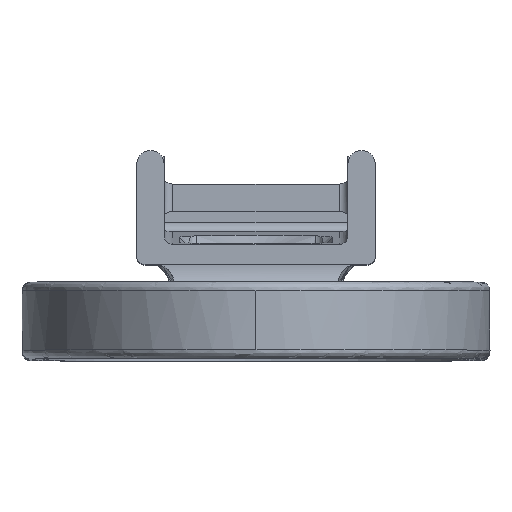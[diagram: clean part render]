
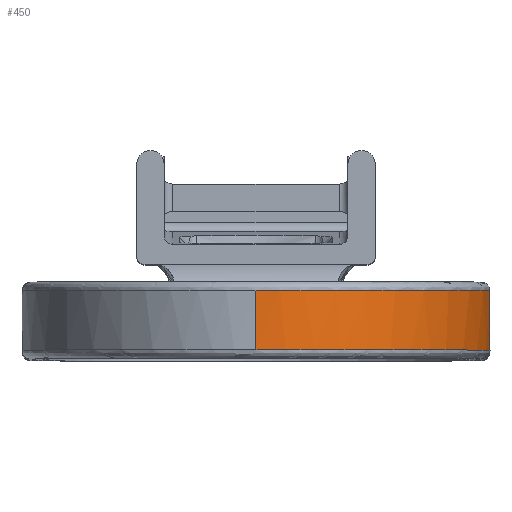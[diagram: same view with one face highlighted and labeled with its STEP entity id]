
A CAD part, top view. The second image highlights one B-rep face of the part: STEP entity #450.
In plain terms, the highlighted free-form (B-spline) face has degree [3, 1] with [4, 2] control points.
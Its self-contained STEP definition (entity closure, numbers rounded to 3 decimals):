
#134 = CARTESIAN_POINT ( 'NONE',  ( 4.865, -4.7, 52.502 ) ) ;
#290 = EDGE_CURVE ( 'NONE', #11458, #7418, #1699, .T. ) ;
#317 = CARTESIAN_POINT ( 'NONE',  ( 10.283, -8.2, 33.546 ) ) ;
#450 = ADVANCED_FACE ( 'NONE', ( #3119 ), #9333, .T. ) ;
#655 = CARTESIAN_POINT ( 'NONE',  ( 10.223, -8.199, 33.276 ) ) ;
#686 = VECTOR ( 'NONE', #6547, 1000. ) ;
#719 = CARTESIAN_POINT ( 'NONE',  ( 10.223, -4.7, 33.276 ) ) ;
#734 = EDGE_LOOP ( 'NONE', ( #14934, #757, #14895, #14118, #2001 ) ) ;
#757 = ORIENTED_EDGE ( 'NONE', *, *, #9107, .T. ) ;
#925 = CARTESIAN_POINT ( 'NONE',  ( 10.722, -8.2, 39.724 ) ) ;
#976 = CARTESIAN_POINT ( 'NONE',  ( 10.227, -4.7, 43.014 ) ) ;
#995 = CARTESIAN_POINT ( 'NONE',  ( 8.148, -8.2, 48.337 ) ) ;
#1050 = CARTESIAN_POINT ( 'NONE',  ( 7.972, -4.7, 48.7 ) ) ;
#1286 = VERTEX_POINT ( 'NONE', #10533 ) ;
#1385 = CARTESIAN_POINT ( 'NONE',  ( 5.644, -8.2, 51.75 ) ) ;
#1462 = CARTESIAN_POINT ( 'NONE',  ( 3.363, -4.7, 53.59 ) ) ;
#1635 = CARTESIAN_POINT ( 'NONE',  ( 3.62, -4.7, 53.415 ) ) ;
#1699 = B_SPLINE_CURVE_WITH_KNOTS ( 'NONE', 3,
 ( #3782, #10173, #3618, #8834, #11260, #12659, #8918, #7358, #976, #8599, #4942, #2616, #6037, #1050, #10002, #11107, #134, #1635, #1462, #10599, #10430, #6777, #1718, #11759, #2956, #14180, #12751, #6440, #5441, #15514 ),
 .UNSPECIFIED., .F., .F.,
 ( 4, 2, 2, 2, 2, 2, 2, 2, 2, 2, 2, 2, 2, 2, 4 ),
 ( 0., 0.004, 0.005, 0.007, 0.011, 0.013, 0.015, 0.018, 0.022, 0.023, 0.024, 0.026, 0.027, 0.027, 0.029 ),
 .UNSPECIFIED. ) ;
#1718 = CARTESIAN_POINT ( 'NONE',  ( 1.202, -4.7, 54.753 ) ) ;
#2001 = ORIENTED_EDGE ( 'NONE', *, *, #10771, .F. ) ;
#2245 = CARTESIAN_POINT ( 'NONE',  ( 10.693, -8.2, 36.076 ) ) ;
#2616 = CARTESIAN_POINT ( 'NONE',  ( 9.057, -4.7, 46.51 ) ) ;
#2956 = CARTESIAN_POINT ( 'NONE',  ( 0.028, -4.7, 55.147 ) ) ;
#3119 = FACE_OUTER_BOUND ( 'NONE', #734, .T. ) ;
#3220 = VERTEX_POINT ( 'NONE', #16078 ) ;
#3408 = CARTESIAN_POINT ( 'NONE',  ( 10.159, -8.2, 43.297 ) ) ;
#3618 = CARTESIAN_POINT ( 'NONE',  ( 10.656, -4.7, 35.695 ) ) ;
#3658 = EDGE_CURVE ( 'NONE', #1286, #7516, #14334, .T. ) ;
#3782 = CARTESIAN_POINT ( 'NONE',  ( 10.223, -4.7, 33.276 ) ) ;
#3786 = CARTESIAN_POINT ( 'NONE',  ( 10.553, -8.2, 34.874 ) ) ;
#4057 = LINE ( 'NONE', #5695, #686 ) ;
#4662 = CARTESIAN_POINT ( 'NONE',  ( -0.012, -8.2, 55.171 ) ) ;
#4777 = B_SPLINE_CURVE_WITH_KNOTS ( 'NONE', 3,
 ( #10613, #317, #13272, #655 ),
 .UNSPECIFIED., .F., .F.,
 ( 4, 4 ),
 ( 0., 0. ),
 .UNSPECIFIED. ) ;
#4942 = CARTESIAN_POINT ( 'NONE',  ( 9.51, -4.7, 45.364 ) ) ;
#5441 = CARTESIAN_POINT ( 'NONE',  ( -2.383, -4.7, 55.573 ) ) ;
#5695 = CARTESIAN_POINT ( 'NONE',  ( 10.223, -5.2, 33.276 ) ) ;
#6037 = CARTESIAN_POINT ( 'NONE',  ( 8.805, -4.7, 47.068 ) ) ;
#6057 = CARTESIAN_POINT ( 'NONE',  ( 9.42, -8.2, 45.608 ) ) ;
#6440 = CARTESIAN_POINT ( 'NONE',  ( -1.774, -4.7, 55.52 ) ) ;
#6445 = CARTESIAN_POINT ( 'NONE',  ( -2.391, -8.2, 55.573 ) ) ;
#6547 = DIRECTION ( 'NONE',  ( 0., -1., 0. ) ) ;
#6777 = CARTESIAN_POINT ( 'NONE',  ( 1.763, -4.7, 54.506 ) ) ;
#7022 = CARTESIAN_POINT ( 'NONE',  ( 10.31, -8.2, 33.682 ) ) ;
#7102 = EDGE_CURVE ( 'NONE', #7516, #3220, #4777, .T. ) ;
#7107 = CARTESIAN_POINT ( 'NONE',  ( 6.955, -8.2, 55.573 ) ) ;
#7233 = CARTESIAN_POINT ( 'NONE',  ( -3., -8.2, 55.573 ) ) ;
#7306 = CARTESIAN_POINT ( 'NONE',  ( 10.411, -8.2, 42.119 ) ) ;
#7358 = CARTESIAN_POINT ( 'NONE',  ( 10.467, -4.7, 41.814 ) ) ;
#7418 = VERTEX_POINT ( 'NONE', #9343 ) ;
#7516 = VERTEX_POINT ( 'NONE', #7022 ) ;
#8101 = CARTESIAN_POINT ( 'NONE',  ( -3., -8.2, 55.573 ) ) ;
#8181 = CARTESIAN_POINT ( 'NONE',  ( -3., -4.7, 55.573 ) ) ;
#8548 = CARTESIAN_POINT ( 'NONE',  ( 8.707, -8.2, 47.273 ) ) ;
#8599 = CARTESIAN_POINT ( 'NONE',  ( 9.71, -4.7, 44.779 ) ) ;
#8834 = CARTESIAN_POINT ( 'NONE',  ( 10.752, -4.7, 37.525 ) ) ;
#8918 = CARTESIAN_POINT ( 'NONE',  ( 10.676, -4.7, 39.982 ) ) ;
#8925 = CARTESIAN_POINT ( 'NONE',  ( 10.31, -8.2, 33.682 ) ) ;
#9107 = EDGE_CURVE ( 'NONE', #7418, #1286, #16085, .T. ) ;
#9333 =( BOUNDED_SURFACE ( )  B_SPLINE_SURFACE ( 3, 1, ( 
 ( #719, #14836 ),
 ( #13500, #13259 ),
 ( #9511, #7107 ),
 ( #8181, #8101 ) ),
 .UNSPECIFIED., .F., .F., .F. ) 
 B_SPLINE_SURFACE_WITH_KNOTS ( ( 4, 4 ),
 ( 2, 2 ),
 ( 0., 1. ),
 ( 0., 1. ),
 .UNSPECIFIED. ) 
 GEOMETRIC_REPRESENTATION_ITEM ( )  RATIONAL_B_SPLINE_SURFACE ( (
 ( 1., 1.),
 ( 0.735, 0.735),
 ( 0.735, 0.735),
 ( 1., 1.) ) ) 
 REPRESENTATION_ITEM ( '' )  SURFACE ( )  );
#9343 = CARTESIAN_POINT ( 'NONE',  ( -3., -4.7, 55.573 ) ) ;
#9511 = CARTESIAN_POINT ( 'NONE',  ( 6.955, -4.7, 55.573 ) ) ;
#10002 = CARTESIAN_POINT ( 'NONE',  ( 7.313, -4.7, 49.729 ) ) ;
#10173 = CARTESIAN_POINT ( 'NONE',  ( 10.493, -4.7, 34.481 ) ) ;
#10177 = CARTESIAN_POINT ( 'NONE',  ( 4.769, -8.2, 52.584 ) ) ;
#10261 = CARTESIAN_POINT ( 'NONE',  ( 10.779, -8.2, 38.501 ) ) ;
#10357 = CARTESIAN_POINT ( 'NONE',  ( 10.223, -4.7, 33.276 ) ) ;
#10430 = CARTESIAN_POINT ( 'NONE',  ( 2.576, -4.7, 54.073 ) ) ;
#10533 = CARTESIAN_POINT ( 'NONE',  ( -3., -8.2, 55.573 ) ) ;
#10599 = CARTESIAN_POINT ( 'NONE',  ( 2.842, -4.7, 53.919 ) ) ;
#10613 = CARTESIAN_POINT ( 'NONE',  ( 10.31, -8.2, 33.682 ) ) ;
#10771 = EDGE_CURVE ( 'NONE', #11458, #3220, #4057, .T. ) ;
#10949 = VECTOR ( 'NONE', #14667, 1000. ) ;
#11107 = CARTESIAN_POINT ( 'NONE',  ( 5.746, -4.7, 51.646 ) ) ;
#11260 = CARTESIAN_POINT ( 'NONE',  ( 10.758, -4.7, 38.137 ) ) ;
#11458 = VERTEX_POINT ( 'NONE', #10357 ) ;
#11759 = CARTESIAN_POINT ( 'NONE',  ( 0.326, -4.7, 55.057 ) ) ;
#12293 = CARTESIAN_POINT ( 'NONE',  ( 7.176, -8.2, 49.86 ) ) ;
#12659 = CARTESIAN_POINT ( 'NONE',  ( 10.721, -4.7, 39.364 ) ) ;
#12751 = CARTESIAN_POINT ( 'NONE',  ( -0.869, -4.7, 55.365 ) ) ;
#12755 = CARTESIAN_POINT ( 'NONE',  ( 6.813, -8.2, 50.35 ) ) ;
#13259 = CARTESIAN_POINT ( 'NONE',  ( 12.952, -8.2, 45.46 ) ) ;
#13272 = CARTESIAN_POINT ( 'NONE',  ( 10.254, -8.2, 33.411 ) ) ;
#13500 = CARTESIAN_POINT ( 'NONE',  ( 12.952, -4.7, 45.46 ) ) ;
#13626 = CARTESIAN_POINT ( 'NONE',  ( -1.789, -8.2, 55.521 ) ) ;
#14011 = CARTESIAN_POINT ( 'NONE',  ( 1.721, -8.2, 54.579 ) ) ;
#14118 = ORIENTED_EDGE ( 'NONE', *, *, #7102, .T. ) ;
#14180 = CARTESIAN_POINT ( 'NONE',  ( -0.569, -4.7, 55.301 ) ) ;
#14334 = B_SPLINE_CURVE_WITH_KNOTS ( 'NONE', 3,
 ( #7233, #6445, #13626, #14795, #4662, #14011, #15180, #10177, #1385, #12755, #12293, #15263, #995, #8548, #16133, #6057, #16057, #3408, #7306, #925, #10261, #2245, #3786, #8925 ),
 .UNSPECIFIED., .F., .F.,
 ( 4, 2, 2, 2, 2, 2, 2, 2, 2, 2, 2, 4 ),
 ( 0.029, 0.031, 0.032, 0.036, 0.04, 0.041, 0.043, 0.045, 0.047, 0.05, 0.054, 0.058 ),
 .UNSPECIFIED. ) ;
#14667 = DIRECTION ( 'NONE',  ( 0., -1., 0. ) ) ;
#14795 = CARTESIAN_POINT ( 'NONE',  ( -0.601, -8.2, 55.321 ) ) ;
#14836 = CARTESIAN_POINT ( 'NONE',  ( 10.223, -8.2, 33.276 ) ) ;
#14895 = ORIENTED_EDGE ( 'NONE', *, *, #3658, .T. ) ;
#14907 = CARTESIAN_POINT ( 'NONE',  ( -3., -5.2, 55.573 ) ) ;
#14934 = ORIENTED_EDGE ( 'NONE', *, *, #290, .T. ) ;
#15180 = CARTESIAN_POINT ( 'NONE',  ( 2.789, -8.2, 54.012 ) ) ;
#15263 = CARTESIAN_POINT ( 'NONE',  ( 7.842, -8.2, 48.855 ) ) ;
#15514 = CARTESIAN_POINT ( 'NONE',  ( -3., -4.7, 55.573 ) ) ;
#16057 = CARTESIAN_POINT ( 'NONE',  ( 9.625, -8.2, 45.033 ) ) ;
#16078 = CARTESIAN_POINT ( 'NONE',  ( 10.223, -8.199, 33.276 ) ) ;
#16085 = LINE ( 'NONE', #14907, #10949 ) ;
#16133 = CARTESIAN_POINT ( 'NONE',  ( 8.961, -8.2, 46.727 ) ) ;
